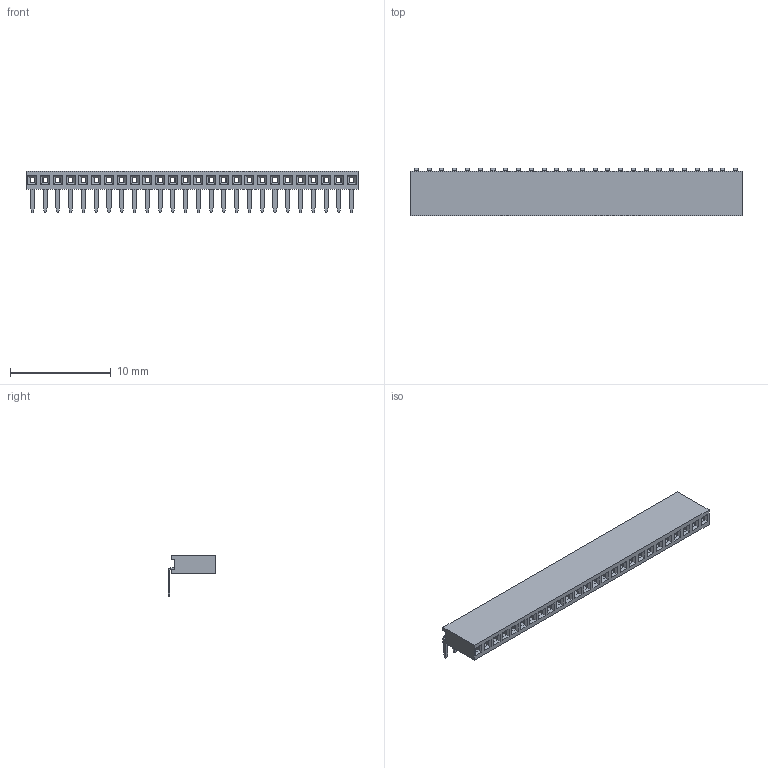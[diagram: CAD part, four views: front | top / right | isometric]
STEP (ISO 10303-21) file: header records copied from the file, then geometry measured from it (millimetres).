
FILE_DESCRIPTION(('STEP AP214'), '1');
FILE_NAME('PBS1.27-R', '', ('UNSPECIFIED'), ('UNSPECIFIED'), 'ASCON STEP Converter 1.6', 'ASCON Math Kernel', '');
FILE_SCHEMA(('AUTOMOTIVE_DESIGN { 1 0 10303 214 3 1 1}'));
Length unit declared in the file: millimetre
Bounding box: 33.02 x 4.7 x 4.1 mm (x, y, z)
Volume: 187.9 mm3; surface area: 1322.2 mm2
Topology: 27 solids, 27 shells, 1544 faces, 4158 edges, 2668 vertices
Faces by surface type: plane 1310, cylinder 234
Entity records: 60026 total; most frequent: CARTESIAN_POINT 8371, ORIENTED_EDGE 8316, DIRECTION 7716, EDGE_CURVE 4158, LINE 3690, VECTOR 3690, VERTEX_POINT 2668, AXIS2_PLACEMENT_3D 2013
